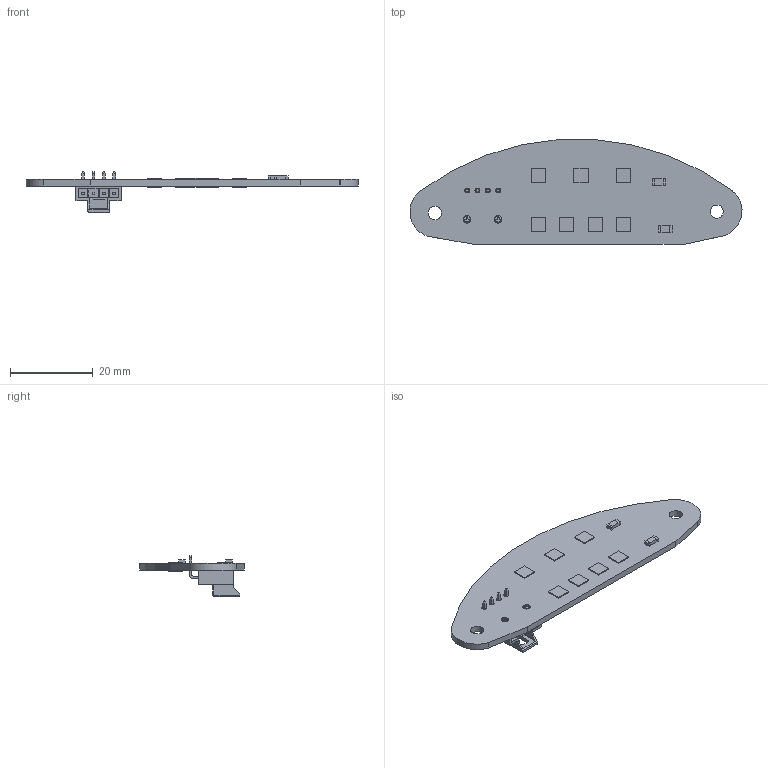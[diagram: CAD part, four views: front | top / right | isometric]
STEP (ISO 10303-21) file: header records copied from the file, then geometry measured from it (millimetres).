
FILE_DESCRIPTION(('Open CASCADE Model'),'2;1');
FILE_NAME('Open CASCADE Shape Model','2023-07-12T20:35:55',('Author'),( 'Open CASCADE'),'Open CASCADE STEP processor 7.5','Open CASCADE 7.5' ,'Unknown');
FILE_SCHEMA(('AUTOMOTIVE_DESIGN { 1 0 10303 214 1 1 1 1 }'));
Length unit declared in the file: millimetre
Products named in the file (23): Open CASCADE STEP translator 7.5 49; Open CASCADE STEP translator 7.5 50; Open CASCADE STEP translator 7.5 51; Open CASCADE STEP translator 7.5 52; Open CASCADE STEP translator 7.5 53; Open CASCADE STEP translator 7.5 54; Open CASCADE STEP translator 7.5 55; Open CASCADE STEP translator 7.5 56; Open CASCADE STEP translator 7.5 57; Open CASCADE STEP translator 7.5 58; Open CASCADE STEP translator 7.5 59; Open CASCADE STEP translator 7.5 60; Open CASCADE STEP translator 7.5 61; Open CASCADE STEP translator 7.5 62; Open CASCADE STEP translator 7.5 63; Open CASCADE STEP translator 7.5 64; Open CASCADE STEP translator 7.5 65; Open CASCADE STEP translator 7.5 66; Open CASCADE STEP translator 7.5 67; Open CASCADE STEP translator 7.5 68; Open CASCADE STEP translator 7.5 69; Open CASCADE STEP translator 7.5 70; Open CASCADE STEP translator 7.5 71
Bounding box: 80.11 x 25.29 x 9.84 mm (x, y, z)
Volume: 2833.8 mm3; surface area: 4751.4 mm2
Topology: 22 solids, 22 shells, 334 faces, 815 edges, 546 vertices
Faces by surface type: plane 281, cylinder 43, cone 8, sphere 2
Full cylindrical faces by diameter (mm): 1.2 x4, 1.8 x2, 3.2 x2
Entity records: 10123 total; most frequent: CARTESIAN_POINT 1760, ORIENTED_EDGE 1606, DIRECTION 1575, EDGE_CURVE 803, LINE 693, VECTOR 693, VERTEX_POINT 522, AXIS2_PLACEMENT_3D 441
